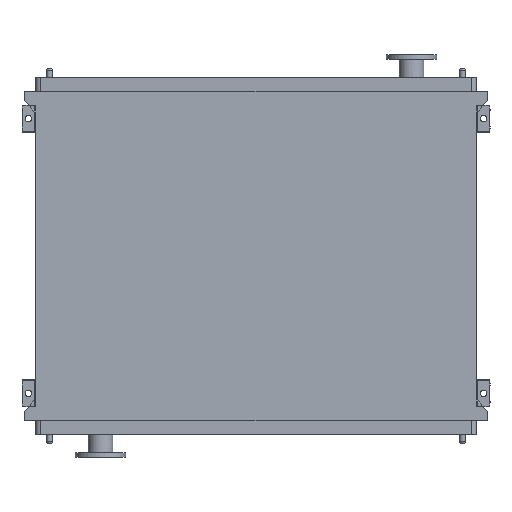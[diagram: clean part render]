
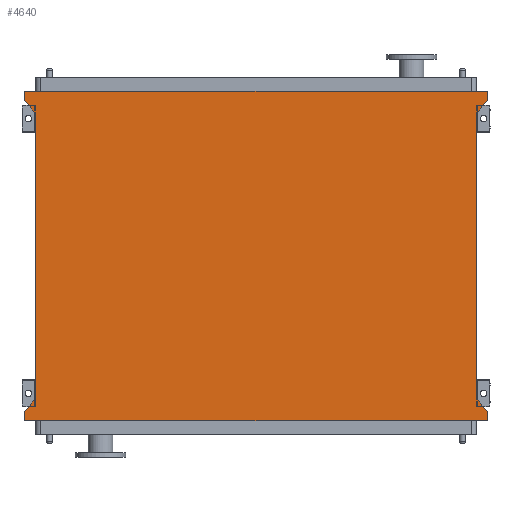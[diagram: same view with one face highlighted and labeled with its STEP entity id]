
A CAD part, front view. The second image highlights one B-rep face of the part: STEP entity #4640.
In plain terms, the highlighted planar face has unit normal (0, -1, 0).
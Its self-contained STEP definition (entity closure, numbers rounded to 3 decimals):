
#27 = VECTOR ( 'NONE', #9011, 1000. ) ;
#135 = ORIENTED_EDGE ( 'NONE', *, *, #7458, .T. ) ;
#264 = VERTEX_POINT ( 'NONE', #1631 ) ;
#393 = CARTESIAN_POINT ( 'NONE',  ( -1011., 0., -1345. ) ) ;
#490 = ORIENTED_EDGE ( 'NONE', *, *, #8397, .F. ) ;
#949 = ORIENTED_EDGE ( 'NONE', *, *, #10092, .F. ) ;
#1013 = EDGE_CURVE ( 'NONE', #1866, #1132, #6462, .T. ) ;
#1093 = LINE ( 'NONE', #7723, #1531 ) ;
#1132 = VERTEX_POINT ( 'NONE', #12871 ) ;
#1340 = CARTESIAN_POINT ( 'NONE',  ( -1011., 0., 95. ) ) ;
#1411 = VECTOR ( 'NONE', #3858, 1000. ) ;
#1531 = VECTOR ( 'NONE', #16147, 1000. ) ;
#1560 = DIRECTION ( 'NONE',  ( 0., -1., 0. ) ) ;
#1631 = CARTESIAN_POINT ( 'NONE',  ( 1011., 0., -1303. ) ) ;
#1866 = VERTEX_POINT ( 'NONE', #12208 ) ;
#2350 = VECTOR ( 'NONE', #10332, 1000. ) ;
#2434 = CARTESIAN_POINT ( 'NONE',  ( -1011., 0., 95. ) ) ;
#2516 = ORIENTED_EDGE ( 'NONE', *, *, #15654, .F. ) ;
#2553 = DIRECTION ( 'NONE',  ( -0.655, 0., 0.755 ) ) ;
#2617 = EDGE_CURVE ( 'NONE', #8909, #11488, #13403, .T. ) ;
#2816 = EDGE_CURVE ( 'NONE', #264, #18041, #7015, .T. ) ;
#2835 = VECTOR ( 'NONE', #11673, 1000. ) ;
#3802 = CARTESIAN_POINT ( 'NONE',  ( -1011., 0., -1303. ) ) ;
#3858 = DIRECTION ( 'NONE',  ( 0., 0., 1. ) ) ;
#3876 = EDGE_CURVE ( 'NONE', #5761, #16585, #6795, .T. ) ;
#4632 = VECTOR ( 'NONE', #7057, 1000. ) ;
#4640 = ADVANCED_FACE ( 'NONE', ( #6541 ), #15624, .T. ) ;
#5188 = LINE ( 'NONE', #16570, #1411 ) ;
#5257 = DIRECTION ( 'NONE',  ( 0.655, 0., 0.755 ) ) ;
#5265 = ORIENTED_EDGE ( 'NONE', *, *, #3876, .F. ) ;
#5509 = VERTEX_POINT ( 'NONE', #13380 ) ;
#5523 = CARTESIAN_POINT ( 'NONE',  ( 965., 0., -1250. ) ) ;
#5661 = EDGE_CURVE ( 'NONE', #11628, #5509, #16407, .T. ) ;
#5702 = AXIS2_PLACEMENT_3D ( 'NONE', #10018, #1560, #11440 ) ;
#5761 = VERTEX_POINT ( 'NONE', #1340 ) ;
#5936 = VECTOR ( 'NONE', #11020, 1000. ) ;
#6396 = ORIENTED_EDGE ( 'NONE', *, *, #9086, .F. ) ;
#6462 = LINE ( 'NONE', #18117, #17256 ) ;
#6541 = FACE_OUTER_BOUND ( 'NONE', #13864, .T. ) ;
#6795 = LINE ( 'NONE', #2434, #17582 ) ;
#7015 = LINE ( 'NONE', #14472, #17370 ) ;
#7055 = LINE ( 'NONE', #393, #2835 ) ;
#7057 = DIRECTION ( 'NONE',  ( 0.655, 0., -0.755 ) ) ;
#7117 = LINE ( 'NONE', #15363, #17466 ) ;
#7458 = EDGE_CURVE ( 'NONE', #12580, #11488, #17904, .T. ) ;
#7723 = CARTESIAN_POINT ( 'NONE',  ( -965., 0., -1250. ) ) ;
#8397 = EDGE_CURVE ( 'NONE', #12580, #264, #12125, .T. ) ;
#8464 = CARTESIAN_POINT ( 'NONE',  ( 965., 0., -1250. ) ) ;
#8736 = EDGE_CURVE ( 'NONE', #5509, #1866, #1093, .T. ) ;
#8823 = CARTESIAN_POINT ( 'NONE',  ( -1011., 0., -1303. ) ) ;
#8909 = VERTEX_POINT ( 'NONE', #9841 ) ;
#8935 = CARTESIAN_POINT ( 'NONE',  ( 1011., 0., 95. ) ) ;
#9011 = DIRECTION ( 'NONE',  ( 0., 0., 1. ) ) ;
#9086 = EDGE_CURVE ( 'NONE', #15072, #11628, #7055, .T. ) ;
#9841 = CARTESIAN_POINT ( 'NONE',  ( 1011., 0., 53. ) ) ;
#9879 = LINE ( 'NONE', #8935, #2350 ) ;
#10018 = CARTESIAN_POINT ( 'NONE',  ( -965., 0., -1250. ) ) ;
#10092 = EDGE_CURVE ( 'NONE', #16585, #8909, #9879, .T. ) ;
#10207 = DIRECTION ( 'NONE',  ( 0., 0., -1. ) ) ;
#10332 = DIRECTION ( 'NONE',  ( 0., 0., -1. ) ) ;
#10585 = ORIENTED_EDGE ( 'NONE', *, *, #8736, .F. ) ;
#11020 = DIRECTION ( 'NONE',  ( -0.655, 0., -0.755 ) ) ;
#11161 = CARTESIAN_POINT ( 'NONE',  ( 965., 0., 0. ) ) ;
#11440 = DIRECTION ( 'NONE',  ( 0., 0., -1. ) ) ;
#11488 = VERTEX_POINT ( 'NONE', #11161 ) ;
#11628 = VERTEX_POINT ( 'NONE', #8823 ) ;
#11673 = DIRECTION ( 'NONE',  ( 0., 0., 1. ) ) ;
#12125 = LINE ( 'NONE', #8464, #4632 ) ;
#12208 = CARTESIAN_POINT ( 'NONE',  ( -965., 0., 0. ) ) ;
#12370 = ORIENTED_EDGE ( 'NONE', *, *, #2816, .F. ) ;
#12529 = DIRECTION ( 'NONE',  ( -1., 0., 0. ) ) ;
#12580 = VERTEX_POINT ( 'NONE', #5523 ) ;
#12667 = VECTOR ( 'NONE', #5257, 1000. ) ;
#12871 = CARTESIAN_POINT ( 'NONE',  ( -1011., 0., 53. ) ) ;
#13380 = CARTESIAN_POINT ( 'NONE',  ( -965., 0., -1250. ) ) ;
#13403 = LINE ( 'NONE', #14108, #5936 ) ;
#13806 = DIRECTION ( 'NONE',  ( 1., 0., 0. ) ) ;
#13864 = EDGE_LOOP ( 'NONE', ( #135, #14676, #949, #5265, #2516, #17321, #10585, #14512, #6396, #16397, #12370, #490 ) ) ;
#14108 = CARTESIAN_POINT ( 'NONE',  ( 1011., 0., 53. ) ) ;
#14472 = CARTESIAN_POINT ( 'NONE',  ( 1011., 0., -1303. ) ) ;
#14512 = ORIENTED_EDGE ( 'NONE', *, *, #5661, .F. ) ;
#14632 = EDGE_CURVE ( 'NONE', #18041, #15072, #7117, .T. ) ;
#14676 = ORIENTED_EDGE ( 'NONE', *, *, #2617, .F. ) ;
#15072 = VERTEX_POINT ( 'NONE', #16652 ) ;
#15363 = CARTESIAN_POINT ( 'NONE',  ( 1011., 0., -1345. ) ) ;
#15624 = PLANE ( 'NONE',  #5702 ) ;
#15654 = EDGE_CURVE ( 'NONE', #1132, #5761, #5188, .T. ) ;
#15876 = CARTESIAN_POINT ( 'NONE',  ( 1011., 0., 95. ) ) ;
#16147 = DIRECTION ( 'NONE',  ( 0., 0., 1. ) ) ;
#16397 = ORIENTED_EDGE ( 'NONE', *, *, #14632, .F. ) ;
#16407 = LINE ( 'NONE', #3802, #12667 ) ;
#16570 = CARTESIAN_POINT ( 'NONE',  ( -1011., 0., 53. ) ) ;
#16585 = VERTEX_POINT ( 'NONE', #15876 ) ;
#16652 = CARTESIAN_POINT ( 'NONE',  ( -1011., 0., -1345. ) ) ;
#17256 = VECTOR ( 'NONE', #2553, 1000. ) ;
#17321 = ORIENTED_EDGE ( 'NONE', *, *, #1013, .F. ) ;
#17370 = VECTOR ( 'NONE', #10207, 1000. ) ;
#17438 = CARTESIAN_POINT ( 'NONE',  ( 965., 0., -1250. ) ) ;
#17466 = VECTOR ( 'NONE', #12529, 1000. ) ;
#17582 = VECTOR ( 'NONE', #13806, 1000. ) ;
#17904 = LINE ( 'NONE', #17438, #27 ) ;
#17907 = CARTESIAN_POINT ( 'NONE',  ( 1011., 0., -1345. ) ) ;
#18041 = VERTEX_POINT ( 'NONE', #17907 ) ;
#18117 = CARTESIAN_POINT ( 'NONE',  ( -965., 0., 0. ) ) ;
